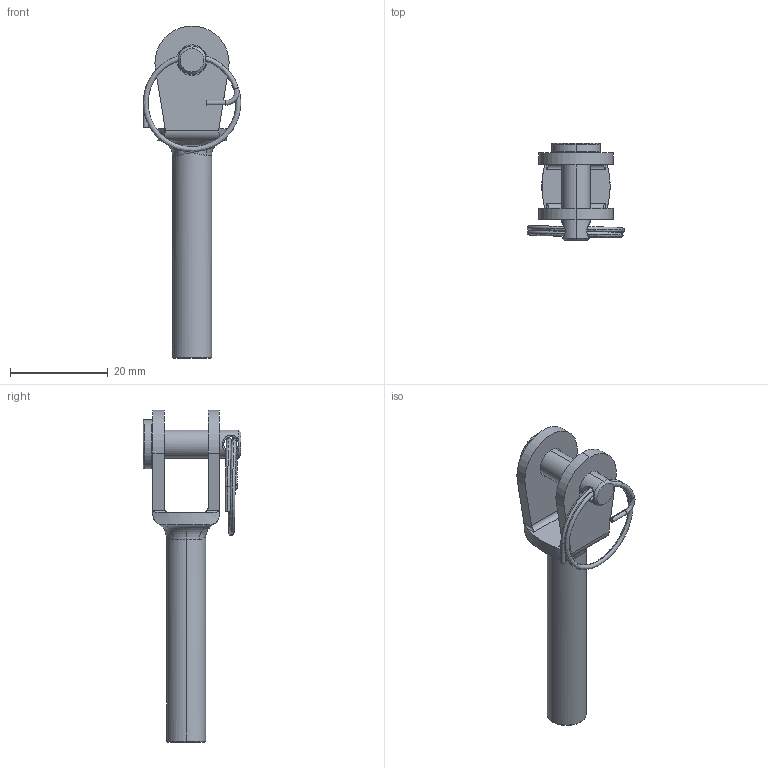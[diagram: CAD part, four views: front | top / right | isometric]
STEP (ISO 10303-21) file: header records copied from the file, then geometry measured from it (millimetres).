
FILE_DESCRIPTION (( 'STEP AP203' ), '1' );
FILE_NAME ('100050006.STEP', '2018-06-15T08:29:08', ( '' ), ( '' ), 'SwSTEP 2.0', 'SolidWorks 2015', '' );
FILE_SCHEMA (( 'CONFIG_CONTROL_DESIGN' ));
Length unit declared in the file: millimetre
Products named in the file (4): 10005000X Teil1_100050006 Teil1; 10005000X Teil2_100050006 Teil2; 100050006; 10005000X Teil3_100050006 Teil2
Assembly tree (3 placements, depth 2):
  100050006
    10005000X Teil1_100050006 Teil1
    10005000X Teil2_100050006 Teil2
    10005000X Teil3_100050006 Teil2
Bounding box: 20 x 20 x 68 mm (x, y, z)
Volume: 3788.2 mm3; surface area: 4178 mm2
Topology: 3 solids, 3 shells, 308 faces, 828 edges, 534 vertices
Faces by surface type: bspline 129, plane 88, cylinder 76, torus 9, cone 6
Entity records: 19674 total; most frequent: CARTESIAN_POINT 12535, ORIENTED_EDGE 1652, DIRECTION 994, EDGE_CURVE 826, VERTEX_POINT 534, VECTOR 340, LINE 340, AXIS2_PLACEMENT_3D 327
